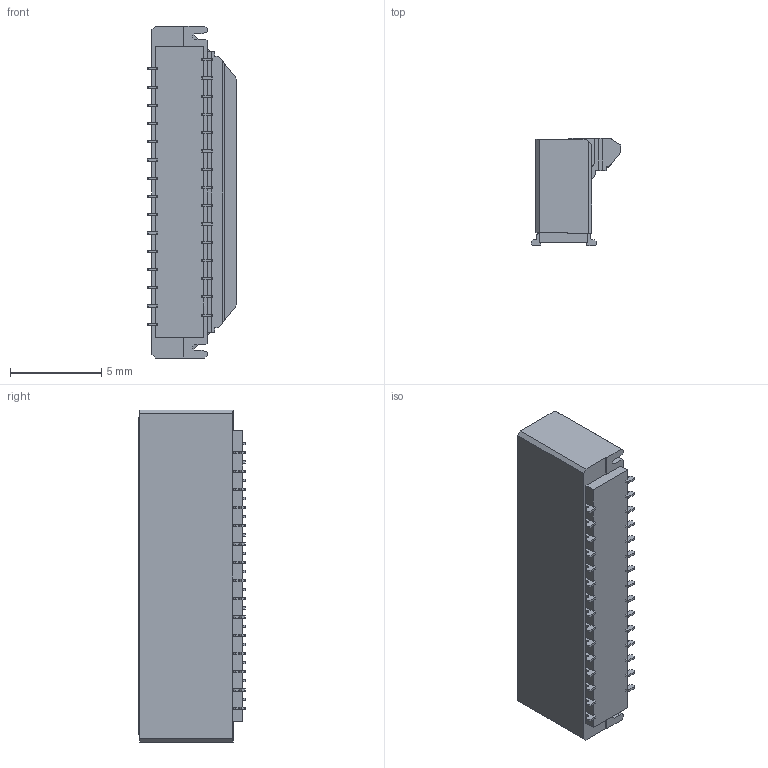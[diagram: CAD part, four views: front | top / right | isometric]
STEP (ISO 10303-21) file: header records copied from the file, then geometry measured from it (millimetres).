
FILE_DESCRIPTION(/* description */ ('STEP AP214'),/* implementation_level */ '2;1');
FILE_NAME(/* name */ '60957a944c8de50f3a5dd19f',/* time_stamp */ '2021-05-07T17:36:22+00:00',/* author */ (''),/* organization */ (''),/* preprocessor_version */ 'ST-DEVELOPER v18.1',/* originating_system */ ' ',/* authorisation */ ' ');
FILE_SCHEMA (('AUTOMOTIVE_DESIGN {1 0 10303 214 3 1 1}'));
Length unit declared in the file: metre
Products named in the file (1): FH40-30S-0.5SV
Bounding box: 4.9 x 5.85 x 18.2 mm (x, y, z)
Volume: 274.8 mm3; surface area: 605.7 mm2
Topology: 1 solids, 1 shells, 647 faces, 2111 edges, 1400 vertices
Faces by surface type: plane 555, cylinder 92
Entity records: 23197 total; most frequent: ORIENTED_EDGE 4222, CARTESIAN_POINT 4213, DIRECTION 3573, EDGE_CURVE 2111, LINE 1909, VECTOR 1909, VERTEX_POINT 1400, AXIS2_PLACEMENT_3D 832
